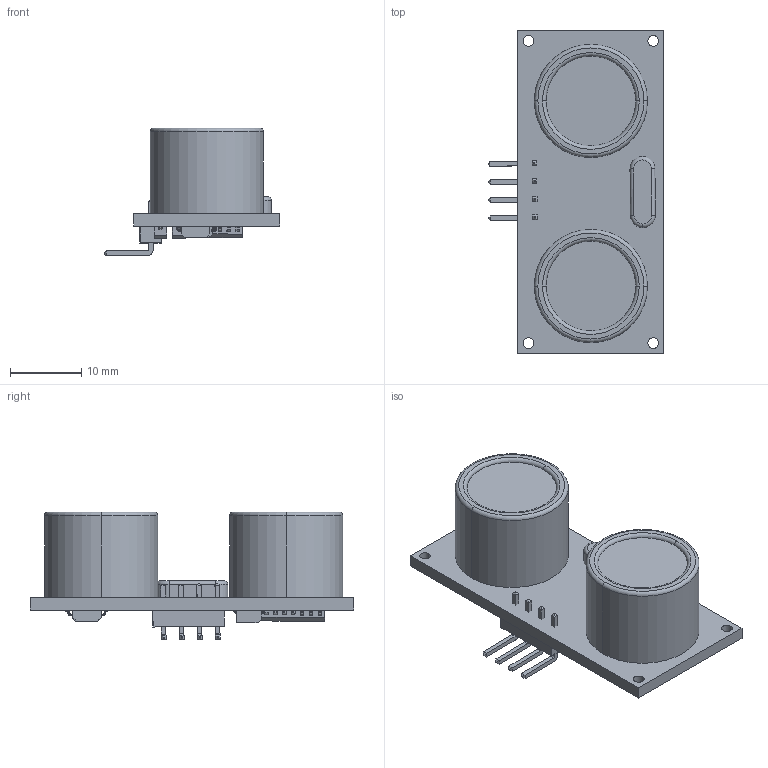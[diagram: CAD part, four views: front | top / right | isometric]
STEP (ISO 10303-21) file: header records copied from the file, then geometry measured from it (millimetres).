
FILE_DESCRIPTION (( 'STEP AP203' ), '1' );
FILE_NAME ('HC SR04.STEP', '2021-07-29T19:25:16', ( '' ), ( '' ), 'SwSTEP 2.0', 'SolidWorks 2020', '' );
FILE_SCHEMA (( 'CONFIG_CONTROL_DESIGN' ));
Length unit declared in the file: millimetre
Products named in the file (7): Crystal; pin; HC SR04; Transducer; SMD dioda; PCB; IC
Assembly tree (10 placements, depth 2):
  HC SR04
    SMD dioda  x2
    Transducer  x2
    PCB
    Crystal
    IC  x3
    pin
Bounding box: 24.67 x 45.4 x 17.94 mm (x, y, z)
Volume: 6591.7 mm3; surface area: 4910.3 mm2
Topology: 10 solids, 10 shells, 776 faces, 2060 edges, 1360 vertices
Faces by surface type: plane 554, cylinder 211, torus 11
Entity records: 11536 total; most frequent: CARTESIAN_POINT 1870, DIRECTION 1833, ORIENTED_EDGE 1820, EDGE_CURVE 910, LINE 719, VECTOR 719, VERTEX_POINT 594, AXIS2_PLACEMENT_3D 557
